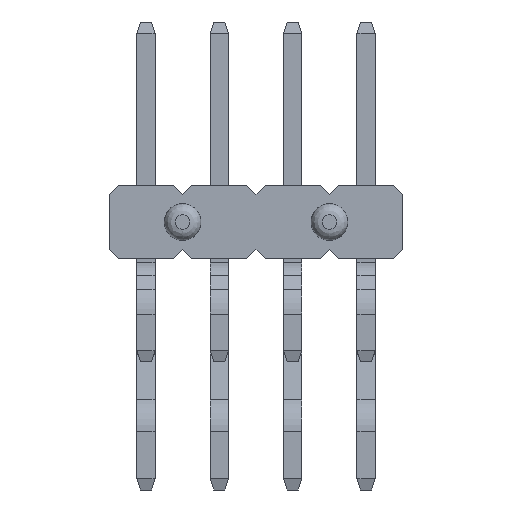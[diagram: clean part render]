
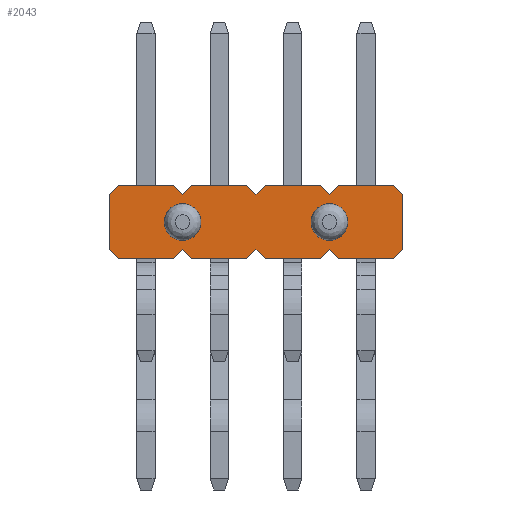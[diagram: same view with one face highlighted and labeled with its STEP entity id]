
A CAD part, front view. The second image highlights one B-rep face of the part: STEP entity #2043.
In plain terms, the highlighted planar face has unit normal (0, -1, 0).
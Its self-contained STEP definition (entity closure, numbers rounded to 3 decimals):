
#71=CIRCLE('',#2229,0.5);
#72=CIRCLE('',#2230,0.5);
#99=FACE_BOUND('',#234,.T.);
#100=FACE_BOUND('',#235,.T.);
#121=FACE_OUTER_BOUND('',#233,.T.);
#233=EDGE_LOOP('',(#1413,#1414,#1415,#1416,#1417,#1418,#1419,#1420,#1421,
#1422,#1423,#1424,#1425,#1426,#1427,#1428,#1429,#1430,#1431,#1432,#1433,
#1434,#1435,#1436,#1437,#1438));
#234=EDGE_LOOP('',(#1439));
#235=EDGE_LOOP('',(#1440));
#354=LINE('',#2932,#618);
#366=LINE('',#2956,#630);
#370=LINE('',#2963,#634);
#395=LINE('',#3014,#659);
#398=LINE('',#3019,#662);
#399=LINE('',#3023,#663);
#400=LINE('',#3025,#664);
#401=LINE('',#3027,#665);
#402=LINE('',#3029,#666);
#403=LINE('',#3031,#667);
#404=LINE('',#3033,#668);
#405=LINE('',#3035,#669);
#406=LINE('',#3036,#670);
#407=LINE('',#3037,#671);
#408=LINE('',#3039,#672);
#409=LINE('',#3041,#673);
#410=LINE('',#3043,#674);
#411=LINE('',#3045,#675);
#412=LINE('',#3047,#676);
#413=LINE('',#3049,#677);
#414=LINE('',#3051,#678);
#415=LINE('',#3053,#679);
#416=LINE('',#3055,#680);
#417=LINE('',#3057,#681);
#418=LINE('',#3059,#682);
#419=LINE('',#3060,#683);
#618=VECTOR('',#2374,1.5);
#630=VECTOR('',#2388,0.354);
#634=VECTOR('',#2394,0.354);
#659=VECTOR('',#2423,0.354);
#662=VECTOR('',#2428,0.354);
#663=VECTOR('',#2431,0.354);
#664=VECTOR('',#2432,1.5);
#665=VECTOR('',#2433,0.354);
#666=VECTOR('',#2434,0.354);
#667=VECTOR('',#2435,1.5);
#668=VECTOR('',#2436,0.354);
#669=VECTOR('',#2437,1.5);
#670=VECTOR('',#2438,0.354);
#671=VECTOR('',#2439,1.5);
#672=VECTOR('',#2440,1.5);
#673=VECTOR('',#2441,0.354);
#674=VECTOR('',#2442,0.354);
#675=VECTOR('',#2443,1.5);
#676=VECTOR('',#2444,0.354);
#677=VECTOR('',#2445,1.5);
#678=VECTOR('',#2446,0.354);
#679=VECTOR('',#2447,1.5);
#680=VECTOR('',#2448,0.354);
#681=VECTOR('',#2449,0.354);
#682=VECTOR('',#2450,1.5);
#683=VECTOR('',#2451,0.354);
#881=VERTEX_POINT('',#2928);
#883=VERTEX_POINT('',#2931);
#894=VERTEX_POINT('',#2954);
#896=VERTEX_POINT('',#2961);
#919=VERTEX_POINT('',#3011);
#920=VERTEX_POINT('',#3013);
#921=VERTEX_POINT('',#3017);
#922=VERTEX_POINT('',#3021);
#923=VERTEX_POINT('',#3022);
#924=VERTEX_POINT('',#3024);
#925=VERTEX_POINT('',#3026);
#926=VERTEX_POINT('',#3028);
#927=VERTEX_POINT('',#3030);
#928=VERTEX_POINT('',#3032);
#929=VERTEX_POINT('',#3034);
#930=VERTEX_POINT('',#3038);
#931=VERTEX_POINT('',#3040);
#932=VERTEX_POINT('',#3042);
#933=VERTEX_POINT('',#3044);
#934=VERTEX_POINT('',#3046);
#935=VERTEX_POINT('',#3048);
#936=VERTEX_POINT('',#3050);
#937=VERTEX_POINT('',#3052);
#938=VERTEX_POINT('',#3054);
#939=VERTEX_POINT('',#3056);
#940=VERTEX_POINT('',#3058);
#941=VERTEX_POINT('',#3061);
#942=VERTEX_POINT('',#3063);
#1070=EDGE_CURVE('',#883,#881,#354,.T.);
#1082=EDGE_CURVE('',#881,#894,#366,.T.);
#1086=EDGE_CURVE('',#894,#896,#370,.T.);
#1111=EDGE_CURVE('',#920,#919,#395,.T.);
#1114=EDGE_CURVE('',#919,#921,#398,.T.);
#1115=EDGE_CURVE('',#922,#923,#399,.T.);
#1116=EDGE_CURVE('',#924,#923,#400,.T.);
#1117=EDGE_CURVE('',#924,#925,#401,.T.);
#1118=EDGE_CURVE('',#925,#926,#402,.T.);
#1119=EDGE_CURVE('',#926,#927,#403,.T.);
#1120=EDGE_CURVE('',#927,#928,#404,.T.);
#1121=EDGE_CURVE('',#929,#928,#405,.T.);
#1122=EDGE_CURVE('',#929,#883,#406,.T.);
#1123=EDGE_CURVE('',#896,#920,#407,.T.);
#1124=EDGE_CURVE('',#921,#930,#408,.T.);
#1125=EDGE_CURVE('',#930,#931,#409,.T.);
#1126=EDGE_CURVE('',#931,#932,#410,.T.);
#1127=EDGE_CURVE('',#932,#933,#411,.T.);
#1128=EDGE_CURVE('',#933,#934,#412,.T.);
#1129=EDGE_CURVE('',#935,#934,#413,.T.);
#1130=EDGE_CURVE('',#935,#936,#414,.T.);
#1131=EDGE_CURVE('',#937,#936,#415,.T.);
#1132=EDGE_CURVE('',#937,#938,#416,.T.);
#1133=EDGE_CURVE('',#938,#939,#417,.T.);
#1134=EDGE_CURVE('',#939,#940,#418,.T.);
#1135=EDGE_CURVE('',#940,#922,#419,.T.);
#1136=EDGE_CURVE('',#941,#941,#71,.T.);
#1137=EDGE_CURVE('',#942,#942,#72,.T.);
#1413=ORIENTED_EDGE('',*,*,#1115,.T.);
#1414=ORIENTED_EDGE('',*,*,#1116,.F.);
#1415=ORIENTED_EDGE('',*,*,#1117,.T.);
#1416=ORIENTED_EDGE('',*,*,#1118,.T.);
#1417=ORIENTED_EDGE('',*,*,#1119,.T.);
#1418=ORIENTED_EDGE('',*,*,#1120,.T.);
#1419=ORIENTED_EDGE('',*,*,#1121,.F.);
#1420=ORIENTED_EDGE('',*,*,#1122,.T.);
#1421=ORIENTED_EDGE('',*,*,#1070,.T.);
#1422=ORIENTED_EDGE('',*,*,#1082,.T.);
#1423=ORIENTED_EDGE('',*,*,#1086,.T.);
#1424=ORIENTED_EDGE('',*,*,#1123,.T.);
#1425=ORIENTED_EDGE('',*,*,#1111,.T.);
#1426=ORIENTED_EDGE('',*,*,#1114,.T.);
#1427=ORIENTED_EDGE('',*,*,#1124,.T.);
#1428=ORIENTED_EDGE('',*,*,#1125,.T.);
#1429=ORIENTED_EDGE('',*,*,#1126,.T.);
#1430=ORIENTED_EDGE('',*,*,#1127,.T.);
#1431=ORIENTED_EDGE('',*,*,#1128,.T.);
#1432=ORIENTED_EDGE('',*,*,#1129,.F.);
#1433=ORIENTED_EDGE('',*,*,#1130,.T.);
#1434=ORIENTED_EDGE('',*,*,#1131,.F.);
#1435=ORIENTED_EDGE('',*,*,#1132,.T.);
#1436=ORIENTED_EDGE('',*,*,#1133,.T.);
#1437=ORIENTED_EDGE('',*,*,#1134,.T.);
#1438=ORIENTED_EDGE('',*,*,#1135,.T.);
#1439=ORIENTED_EDGE('',*,*,#1136,.T.);
#1440=ORIENTED_EDGE('',*,*,#1137,.T.);
#1945=PLANE('',#2228);
#2043=ADVANCED_FACE('',(#121,#99,#100),#1945,.F.);
#2228=AXIS2_PLACEMENT_3D('',#3020,#2429,#2430);
#2229=AXIS2_PLACEMENT_3D('',#3062,#2452,#2453);
#2230=AXIS2_PLACEMENT_3D('',#3064,#2454,#2455);
#2374=DIRECTION('',(1.,0.,0.));
#2388=DIRECTION('',(0.707,0.,0.707));
#2394=DIRECTION('',(0.707,0.,-0.707));
#2423=DIRECTION('',(0.707,0.,0.707));
#2428=DIRECTION('',(0.707,0.,-0.707));
#2429=DIRECTION('center_axis',(0.,1.,0.));
#2430=DIRECTION('ref_axis',(1.,0.,0.));
#2431=DIRECTION('',(-0.707,0.,0.707));
#2432=DIRECTION('',(1.,0.,0.));
#2433=DIRECTION('',(-0.707,0.,-0.707));
#2434=DIRECTION('',(-0.707,0.,0.707));
#2435=DIRECTION('',(-1.,0.,0.));
#2436=DIRECTION('',(-0.707,0.,-0.707));
#2437=DIRECTION('',(0.,0.,1.));
#2438=DIRECTION('',(0.707,0.,-0.707));
#2439=DIRECTION('',(1.,0.,0.));
#2440=DIRECTION('',(1.,0.,0.));
#2441=DIRECTION('',(0.707,0.,0.707));
#2442=DIRECTION('',(0.707,0.,-0.707));
#2443=DIRECTION('',(1.,0.,0.));
#2444=DIRECTION('',(0.707,0.,0.707));
#2445=DIRECTION('',(0.,0.,-1.));
#2446=DIRECTION('',(-0.707,0.,0.707));
#2447=DIRECTION('',(1.,0.,0.));
#2448=DIRECTION('',(-0.707,0.,-0.707));
#2449=DIRECTION('',(-0.707,0.,0.707));
#2450=DIRECTION('',(-1.,0.,0.));
#2451=DIRECTION('',(-0.707,0.,-0.707));
#2452=DIRECTION('center_axis',(0.,1.,0.));
#2453=DIRECTION('ref_axis',(-1.,0.,0.));
#2454=DIRECTION('center_axis',(0.,1.,0.));
#2455=DIRECTION('ref_axis',(-1.,0.,0.));
#2928=CARTESIAN_POINT('',(1.75,1.3,-2.));
#2931=CARTESIAN_POINT('',(0.25,1.3,-2.));
#2932=CARTESIAN_POINT('',(0.25,1.3,-2.));
#2954=CARTESIAN_POINT('',(2.,1.3,-1.75));
#2956=CARTESIAN_POINT('',(1.75,1.3,-2.));
#2961=CARTESIAN_POINT('',(2.25,1.3,-2.));
#2963=CARTESIAN_POINT('',(2.,1.3,-1.75));
#3011=CARTESIAN_POINT('',(4.,1.3,-1.75));
#3013=CARTESIAN_POINT('',(3.75,1.3,-2.));
#3014=CARTESIAN_POINT('',(3.75,1.3,-2.));
#3017=CARTESIAN_POINT('',(4.25,1.3,-2.));
#3019=CARTESIAN_POINT('',(4.,1.3,-1.75));
#3020=CARTESIAN_POINT('Origin',(2.,1.3,-1.));
#3021=CARTESIAN_POINT('',(4.,1.3,-0.25));
#3022=CARTESIAN_POINT('',(3.75,1.3,0.));
#3023=CARTESIAN_POINT('',(4.,1.3,-0.25));
#3024=CARTESIAN_POINT('',(2.25,1.3,0.));
#3025=CARTESIAN_POINT('',(2.25,1.3,0.));
#3026=CARTESIAN_POINT('',(2.,1.3,-0.25));
#3027=CARTESIAN_POINT('',(2.25,1.3,0.));
#3028=CARTESIAN_POINT('',(1.75,1.3,0.));
#3029=CARTESIAN_POINT('',(2.,1.3,-0.25));
#3030=CARTESIAN_POINT('',(0.25,1.3,0.));
#3031=CARTESIAN_POINT('',(1.75,1.3,0.));
#3032=CARTESIAN_POINT('',(0.,1.3,-0.25));
#3033=CARTESIAN_POINT('',(0.25,1.3,0.));
#3034=CARTESIAN_POINT('',(0.,1.3,-1.75));
#3035=CARTESIAN_POINT('',(0.,1.3,-1.75));
#3036=CARTESIAN_POINT('',(0.,1.3,-1.75));
#3037=CARTESIAN_POINT('',(2.25,1.3,-2.));
#3038=CARTESIAN_POINT('',(5.75,1.3,-2.));
#3039=CARTESIAN_POINT('',(4.25,1.3,-2.));
#3040=CARTESIAN_POINT('',(6.,1.3,-1.75));
#3041=CARTESIAN_POINT('',(5.75,1.3,-2.));
#3042=CARTESIAN_POINT('',(6.25,1.3,-2.));
#3043=CARTESIAN_POINT('',(6.,1.3,-1.75));
#3044=CARTESIAN_POINT('',(7.75,1.3,-2.));
#3045=CARTESIAN_POINT('',(6.25,1.3,-2.));
#3046=CARTESIAN_POINT('',(8.,1.3,-1.75));
#3047=CARTESIAN_POINT('',(7.75,1.3,-2.));
#3048=CARTESIAN_POINT('',(8.,1.3,-0.25));
#3049=CARTESIAN_POINT('',(8.,1.3,-0.25));
#3050=CARTESIAN_POINT('',(7.75,1.3,0.));
#3051=CARTESIAN_POINT('',(8.,1.3,-0.25));
#3052=CARTESIAN_POINT('',(6.25,1.3,0.));
#3053=CARTESIAN_POINT('',(6.25,1.3,0.));
#3054=CARTESIAN_POINT('',(6.,1.3,-0.25));
#3055=CARTESIAN_POINT('',(6.25,1.3,0.));
#3056=CARTESIAN_POINT('',(5.75,1.3,0.));
#3057=CARTESIAN_POINT('',(6.,1.3,-0.25));
#3058=CARTESIAN_POINT('',(4.25,1.3,0.));
#3059=CARTESIAN_POINT('',(5.75,1.3,0.));
#3060=CARTESIAN_POINT('',(4.25,1.3,0.));
#3061=CARTESIAN_POINT('',(1.5,1.3,-1.));
#3062=CARTESIAN_POINT('Origin',(2.,1.3,-1.));
#3063=CARTESIAN_POINT('',(5.5,1.3,-1.));
#3064=CARTESIAN_POINT('Origin',(6.,1.3,-1.));
